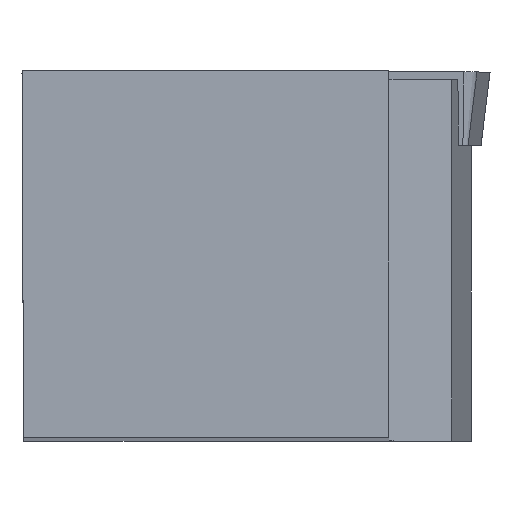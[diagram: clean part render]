
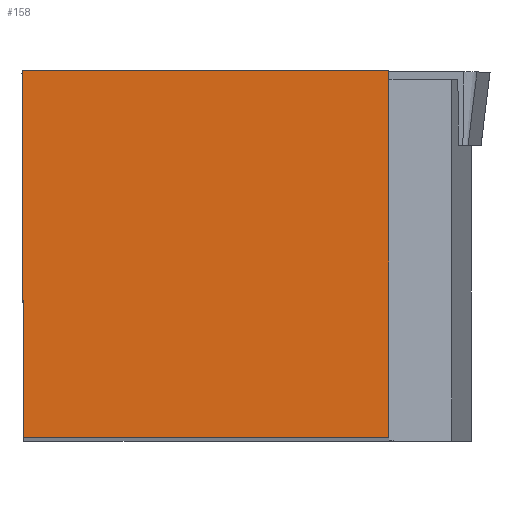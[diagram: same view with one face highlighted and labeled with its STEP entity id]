
A CAD part, top view. The second image highlights one B-rep face of the part: STEP entity #158.
In plain terms, the highlighted planar face has unit normal (0, 0, 1).
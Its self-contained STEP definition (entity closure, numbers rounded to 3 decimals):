
#126=FACE_OUTER_BOUND('',#364,.T.);
#158=ADVANCED_FACE('BLANK_BOXF006',(#126),#184,.F.);
#184=PLANE('',#799);
#209=LINE('',#1146,#268);
#225=LINE('',#1178,#284);
#234=LINE('',#1197,#293);
#238=LINE('',#1204,#297);
#268=VECTOR('',#899,1.);
#284=VECTOR('',#919,1.);
#293=VECTOR('',#934,1.);
#297=VECTOR('',#940,1.);
#364=EDGE_LOOP('',(#502,#503,#504,#505));
#502=ORIENTED_EDGE('',*,*,#653,.T.);
#503=ORIENTED_EDGE('',*,*,#649,.T.);
#504=ORIENTED_EDGE('',*,*,#623,.T.);
#505=ORIENTED_EDGE('',*,*,#639,.T.);
#559=VERTEX_POINT('',#1145);
#560=VERTEX_POINT('',#1147);
#573=VERTEX_POINT('',#1177);
#581=VERTEX_POINT('',#1198);
#623=EDGE_CURVE('',#560,#559,#209,.T.);
#639=EDGE_CURVE('',#559,#573,#225,.T.);
#649=EDGE_CURVE('',#581,#560,#234,.T.);
#653=EDGE_CURVE('',#573,#581,#238,.T.);
#799=AXIS2_PLACEMENT_3D('',#1230,#970,#971);
#899=DIRECTION('',(0.004,-1.,0.));
#919=DIRECTION('',(1.,0.,0.));
#934=DIRECTION('',(-1.,0.,0.));
#940=DIRECTION('',(0.,1.,0.));
#970=DIRECTION('',(0.,0.,-1.));
#971=DIRECTION('',(1.,0.,0.));
#1145=CARTESIAN_POINT('',(0.087,0.,0.));
#1146=CARTESIAN_POINT('',(-0.504,135.349,0.));
#1147=CARTESIAN_POINT('',(0.,19.875,0.));
#1177=CARTESIAN_POINT('',(19.875,0.,0.));
#1178=CARTESIAN_POINT('',(-135.35,0.,0.));
#1197=CARTESIAN_POINT('',(135.35,19.875,0.));
#1198=CARTESIAN_POINT('',(19.875,19.875,0.));
#1204=CARTESIAN_POINT('',(19.875,-135.35,0.));
#1230=CARTESIAN_POINT('',(34.35,-5.,0.));
